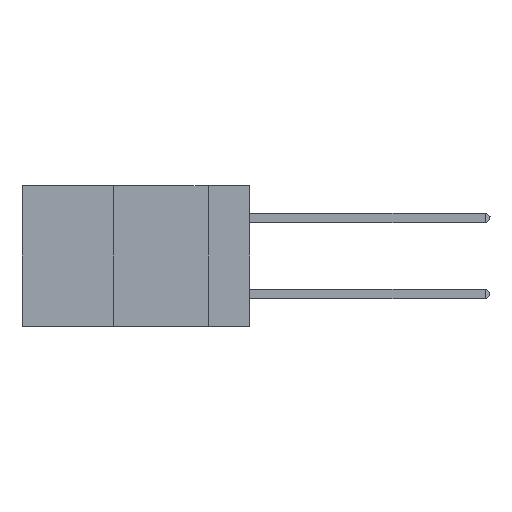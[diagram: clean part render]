
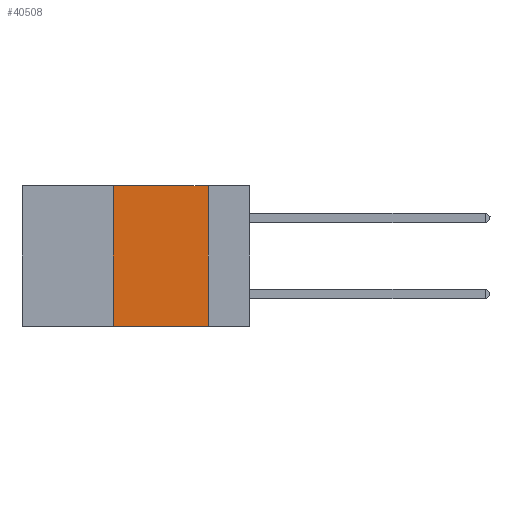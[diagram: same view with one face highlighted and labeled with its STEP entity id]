
A CAD part, left-side view. The second image highlights one B-rep face of the part: STEP entity #40508.
In plain terms, the highlighted planar face has unit normal (-1, 0, 0).
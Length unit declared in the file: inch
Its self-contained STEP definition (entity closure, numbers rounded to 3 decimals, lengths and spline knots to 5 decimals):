
#487 = LINE ( 'NONE', #26021, #17039 ) ;
#1387 = CARTESIAN_POINT ( 'NONE',  ( 0., 0.36, 0. ) ) ;
#4112 = AXIS2_PLACEMENT_3D ( 'NONE', #29081, #20259, #28881 ) ;
#6225 = VERTEX_POINT ( 'NONE', #40423 ) ;
#6439 = LINE ( 'NONE', #15443, #27194 ) ;
#12862 = EDGE_CURVE ( 'NONE', #17237, #33868, #23046, .T. ) ;
#15443 = CARTESIAN_POINT ( 'NONE',  ( 0., 0.36, 0. ) ) ;
#16257 = ORIENTED_EDGE ( 'NONE', *, *, #31254, .F. ) ;
#17039 = VECTOR ( 'NONE', #38796, 39.37008 ) ;
#17237 = VERTEX_POINT ( 'NONE', #21460 ) ;
#17649 = DIRECTION ( 'NONE',  ( 0., 0., -1. ) ) ;
#20171 = VERTEX_POINT ( 'NONE', #1387 ) ;
#20259 = DIRECTION ( 'NONE',  ( 1., 0., 0. ) ) ;
#20527 = DIRECTION ( 'NONE',  ( 0., -1., 0. ) ) ;
#21460 = CARTESIAN_POINT ( 'NONE',  ( 0., 0.36, -0.37 ) ) ;
#23046 = LINE ( 'NONE', #35827, #29293 ) ;
#23192 = FACE_OUTER_BOUND ( 'NONE', #40707, .T. ) ;
#26021 = CARTESIAN_POINT ( 'NONE',  ( 0., 0.6, 0. ) ) ;
#27194 = VECTOR ( 'NONE', #28212, 39.37008 ) ;
#27883 = CARTESIAN_POINT ( 'NONE',  ( 0., 0.11, 0. ) ) ;
#28212 = DIRECTION ( 'NONE',  ( 0., 0., 1. ) ) ;
#28881 = DIRECTION ( 'NONE',  ( 0., 0., -1. ) ) ;
#29081 = CARTESIAN_POINT ( 'NONE',  ( 0., 0.6, 0. ) ) ;
#29293 = VECTOR ( 'NONE', #20527, 39.37008 ) ;
#29583 = ORIENTED_EDGE ( 'NONE', *, *, #12862, .T. ) ;
#30953 = EDGE_CURVE ( 'NONE', #20171, #6225, #487, .T. ) ;
#31254 = EDGE_CURVE ( 'NONE', #6225, #33868, #33957, .T. ) ;
#32038 = ORIENTED_EDGE ( 'NONE', *, *, #33693, .F. ) ;
#33616 = CARTESIAN_POINT ( 'NONE',  ( 0., 0.11, -0.37 ) ) ;
#33693 = EDGE_CURVE ( 'NONE', #17237, #20171, #6439, .T. ) ;
#33868 = VERTEX_POINT ( 'NONE', #33616 ) ;
#33957 = LINE ( 'NONE', #27883, #35769 ) ;
#35769 = VECTOR ( 'NONE', #17649, 39.37008 ) ;
#35827 = CARTESIAN_POINT ( 'NONE',  ( 0., 0.6, -0.37 ) ) ;
#36169 = PLANE ( 'NONE',  #4112 ) ;
#38796 = DIRECTION ( 'NONE',  ( 0., -1., 0. ) ) ;
#39359 = ORIENTED_EDGE ( 'NONE', *, *, #30953, .F. ) ;
#40423 = CARTESIAN_POINT ( 'NONE',  ( 0., 0.11, 0. ) ) ;
#40508 = ADVANCED_FACE ( 'NONE', ( #23192 ), #36169, .F. ) ;
#40707 = EDGE_LOOP ( 'NONE', ( #16257, #39359, #32038, #29583 ) ) ;
